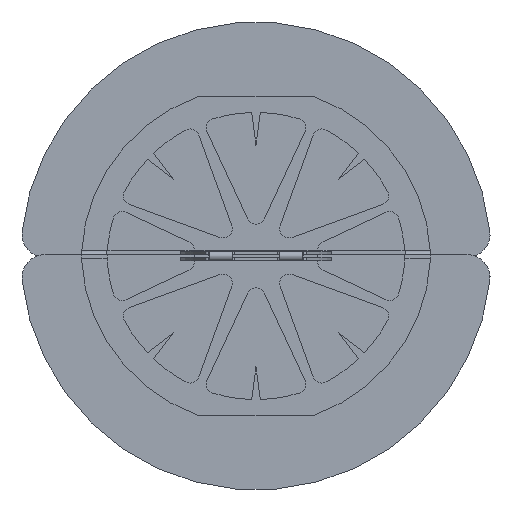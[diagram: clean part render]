
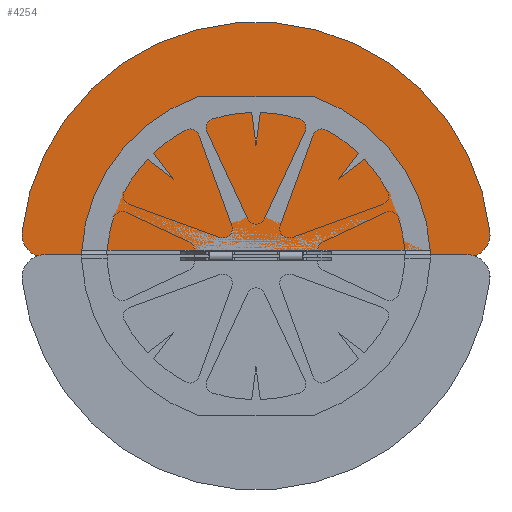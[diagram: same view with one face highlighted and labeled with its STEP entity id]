
A CAD part, left-side view. The second image highlights one B-rep face of the part: STEP entity #4254.
In plain terms, the highlighted face is planar.
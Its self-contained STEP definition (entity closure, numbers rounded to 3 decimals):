
#245=CIRCLE('',#4656,5.);
#248=CIRCLE('',#4660,50.5);
#250=CIRCLE('',#4664,5.);
#683=FACE_OUTER_BOUND('',#935,.T.);
#935=EDGE_LOOP('',(#3910,#3911,#3912,#3913));
#1307=LINE('',#7760,#1679);
#1679=VECTOR('',#5861,90.449);
#2052=VERTEX_POINT('',#7737);
#2053=VERTEX_POINT('',#7738);
#2057=VERTEX_POINT('',#7748);
#2059=VERTEX_POINT('',#7756);
#2666=EDGE_CURVE('',#2052,#2053,#245,.T.);
#2672=EDGE_CURVE('',#2057,#2052,#248,.T.);
#2675=EDGE_CURVE('',#2059,#2057,#250,.T.);
#2677=EDGE_CURVE('',#2053,#2059,#1307,.T.);
#3910=ORIENTED_EDGE('',*,*,#2666,.F.);
#3911=ORIENTED_EDGE('',*,*,#2672,.F.);
#3912=ORIENTED_EDGE('',*,*,#2675,.F.);
#3913=ORIENTED_EDGE('',*,*,#2677,.F.);
#4020=PLANE('',#4666);
#4254=ADVANCED_FACE('',(#683),#4020,.T.);
#4656=AXIS2_PLACEMENT_3D('',#7739,#5836,#5837);
#4660=AXIS2_PLACEMENT_3D('',#7750,#5847,#5848);
#4664=AXIS2_PLACEMENT_3D('',#7757,#5856,#5857);
#4666=AXIS2_PLACEMENT_3D('',#7761,#5862,#5863);
#5836=DIRECTION('center_axis',(0.,0.,-1.));
#5837=DIRECTION('ref_axis',(0.745,-0.667,0.));
#5847=DIRECTION('center_axis',(0.,0.,-1.));
#5848=DIRECTION('ref_axis',(-1.,0.,0.));
#5856=DIRECTION('center_axis',(0.,0.,-1.));
#5857=DIRECTION('ref_axis',(-0.745,-0.667,0.));
#5861=DIRECTION('',(-1.,0.,0.));
#5862=DIRECTION('center_axis',(0.,0.,1.));
#5863=DIRECTION('ref_axis',(1.,0.,0.));
#7737=CARTESIAN_POINT('',(50.194,5.549,30.));
#7738=CARTESIAN_POINT('',(45.224,0.,30.));
#7739=CARTESIAN_POINT('Origin',(45.224,5.,30.));
#7748=CARTESIAN_POINT('',(-50.194,5.549,30.));
#7750=CARTESIAN_POINT('Origin',(0.,0.,30.));
#7756=CARTESIAN_POINT('',(-45.224,0.,30.));
#7757=CARTESIAN_POINT('Origin',(-45.224,5.,30.));
#7760=CARTESIAN_POINT('',(50.5,0.,30.));
#7761=CARTESIAN_POINT('Origin',(0.,17.711,30.));
